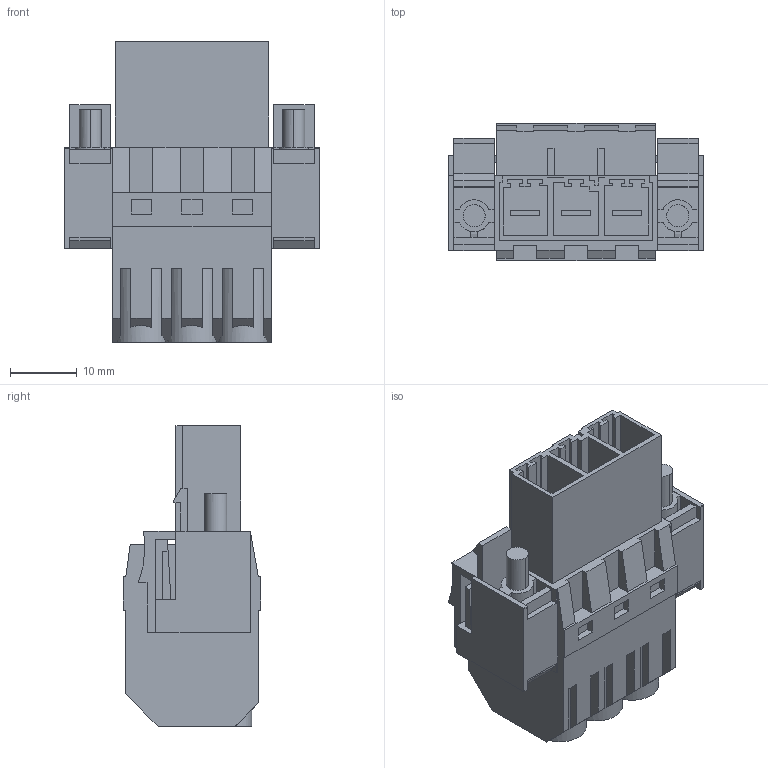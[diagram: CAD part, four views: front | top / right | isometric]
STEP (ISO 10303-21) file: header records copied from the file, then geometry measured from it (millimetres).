
FILE_DESCRIPTION(('CATIA V5 STEP Exchange','CAx-IF Rec.Pracs.--- Model Styling and Organization---1.4--- 2014-01-23'),'2;1');
FILE_NAME ('D1448679_1_1124820000_1124820000.stp','2022-10-14T09:51:59+00:00',('none'),('Weidmueller'),'CATIA Version 5-6 Release 2016 SP3 HF44','CATIA V5 STEP AP214','none');
FILE_SCHEMA(('AUTOMOTIVE_DESIGN { 1 0 10303 214 1 1 1 1 }'));
Length unit declared in the file: millimetre
Products named in the file (1): 1124820000
Bounding box: 38.1 x 20.6 x 45.01 mm (x, y, z)
Volume: 14197.3 mm3; surface area: 12736.6 mm2
Topology: 8 solids, 8 shells, 472 faces, 1324 edges, 885 vertices
Faces by surface type: plane 439, cylinder 33
Entity records: 14623 total; most frequent: CARTESIAN_POINT 2781, ORIENTED_EDGE 2648, DIRECTION 2000, EDGE_CURVE 1324, VECTOR 1226, LINE 1226, VERTEX_POINT 885, EDGE_LOOP 497
